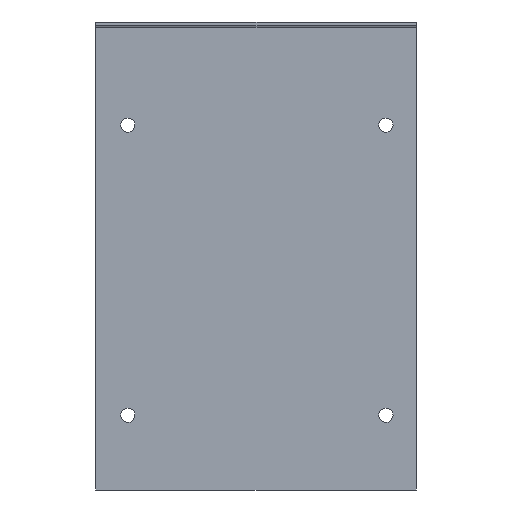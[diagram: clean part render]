
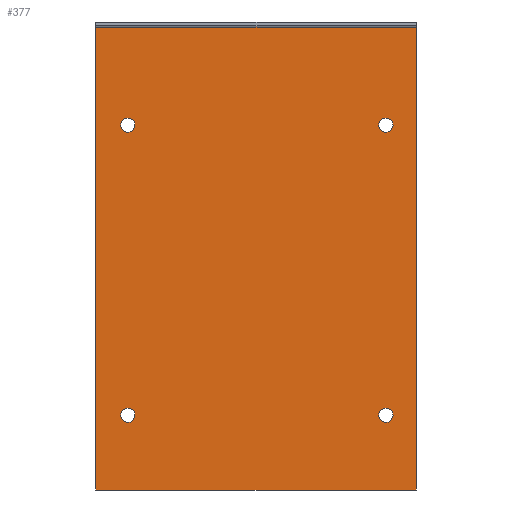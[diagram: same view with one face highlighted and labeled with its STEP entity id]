
A CAD part, left-side view. The second image highlights one B-rep face of the part: STEP entity #377.
In plain terms, the highlighted planar face has unit normal (-1, 0, 0).
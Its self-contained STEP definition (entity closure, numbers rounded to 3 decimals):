
#217=CARTESIAN_POINT('Vertex',(0.,180.,260.)) ;
#220=CARTESIAN_POINT('Line Origine',(0.,90.,260.)) ;
#224=CARTESIAN_POINT('Vertex',(0.,0.,260.)) ;
#275=CARTESIAN_POINT('Axis2P3D Location',(0.,0.,0.)) ;
#280=CARTESIAN_POINT('Line Origine',(0.,180.,130.)) ;
#284=CARTESIAN_POINT('Vertex',(0.,180.,0.)) ;
#287=CARTESIAN_POINT('Line Origine',(0.,90.,0.)) ;
#291=CARTESIAN_POINT('Vertex',(0.,0.,0.)) ;
#294=CARTESIAN_POINT('Line Origine',(0.,0.,130.)) ;
#305=CARTESIAN_POINT('Axis2P3D Location',(0.,17.,205.)) ;
#309=CARTESIAN_POINT('Vertex',(0.,20.51,203.082)) ;
#311=CARTESIAN_POINT('Vertex',(0.,13.49,206.918)) ;
#314=CARTESIAN_POINT('Axis2P3D Location',(0.,17.,205.)) ;
#323=CARTESIAN_POINT('Axis2P3D Location',(0.,162.,205.)) ;
#327=CARTESIAN_POINT('Vertex',(0.,158.49,206.918)) ;
#329=CARTESIAN_POINT('Vertex',(0.,165.51,203.082)) ;
#332=CARTESIAN_POINT('Axis2P3D Location',(0.,162.,205.)) ;
#341=CARTESIAN_POINT('Axis2P3D Location',(0.,17.,42.)) ;
#345=CARTESIAN_POINT('Vertex',(0.,13.49,43.918)) ;
#347=CARTESIAN_POINT('Vertex',(0.,20.51,40.082)) ;
#350=CARTESIAN_POINT('Axis2P3D Location',(0.,17.,42.)) ;
#359=CARTESIAN_POINT('Axis2P3D Location',(0.,162.,42.)) ;
#363=CARTESIAN_POINT('Vertex',(0.,158.49,43.918)) ;
#365=CARTESIAN_POINT('Vertex',(0.,165.51,40.082)) ;
#368=CARTESIAN_POINT('Axis2P3D Location',(0.,162.,42.)) ;
#221=DIRECTION('Vector Direction',(0.,-1.,0.)) ;
#276=DIRECTION('Axis2P3D Direction',(1.,0.,0.)) ;
#277=DIRECTION('Axis2P3D XDirection',(0.,1.,0.)) ;
#281=DIRECTION('Vector Direction',(0.,0.,1.)) ;
#288=DIRECTION('Vector Direction',(0.,1.,0.)) ;
#295=DIRECTION('Vector Direction',(0.,0.,-1.)) ;
#306=DIRECTION('Axis2P3D Direction',(1.,0.,0.)) ;
#315=DIRECTION('Axis2P3D Direction',(1.,0.,0.)) ;
#324=DIRECTION('Axis2P3D Direction',(1.,0.,0.)) ;
#333=DIRECTION('Axis2P3D Direction',(1.,0.,0.)) ;
#342=DIRECTION('Axis2P3D Direction',(1.,0.,0.)) ;
#351=DIRECTION('Axis2P3D Direction',(1.,0.,0.)) ;
#360=DIRECTION('Axis2P3D Direction',(1.,0.,0.)) ;
#369=DIRECTION('Axis2P3D Direction',(1.,0.,0.)) ;
#278=AXIS2_PLACEMENT_3D('Plane Axis2P3D',#275,#276,#277) ;
#307=AXIS2_PLACEMENT_3D('Circle Axis2P3D',#305,#306,$) ;
#316=AXIS2_PLACEMENT_3D('Circle Axis2P3D',#314,#315,$) ;
#325=AXIS2_PLACEMENT_3D('Circle Axis2P3D',#323,#324,$) ;
#334=AXIS2_PLACEMENT_3D('Circle Axis2P3D',#332,#333,$) ;
#343=AXIS2_PLACEMENT_3D('Circle Axis2P3D',#341,#342,$) ;
#352=AXIS2_PLACEMENT_3D('Circle Axis2P3D',#350,#351,$) ;
#361=AXIS2_PLACEMENT_3D('Circle Axis2P3D',#359,#360,$) ;
#370=AXIS2_PLACEMENT_3D('Circle Axis2P3D',#368,#369,$) ;
#300=ORIENTED_EDGE('',*,*,#226,.F.) ;
#301=ORIENTED_EDGE('',*,*,#286,.F.) ;
#302=ORIENTED_EDGE('',*,*,#293,.F.) ;
#303=ORIENTED_EDGE('',*,*,#298,.F.) ;
#320=ORIENTED_EDGE('',*,*,#313,.T.) ;
#321=ORIENTED_EDGE('',*,*,#318,.T.) ;
#338=ORIENTED_EDGE('',*,*,#331,.T.) ;
#339=ORIENTED_EDGE('',*,*,#336,.T.) ;
#356=ORIENTED_EDGE('',*,*,#349,.T.) ;
#357=ORIENTED_EDGE('',*,*,#354,.T.) ;
#374=ORIENTED_EDGE('',*,*,#367,.T.) ;
#375=ORIENTED_EDGE('',*,*,#372,.T.) ;
#322=FACE_BOUND('',#319,.T.) ;
#340=FACE_BOUND('',#337,.T.) ;
#358=FACE_BOUND('',#355,.T.) ;
#376=FACE_BOUND('',#373,.T.) ;
#222=VECTOR('Line Direction',#221,1.) ;
#282=VECTOR('Line Direction',#281,1.) ;
#289=VECTOR('Line Direction',#288,1.) ;
#296=VECTOR('Line Direction',#295,1.) ;
#377=ADVANCED_FACE('Corps principal',(#304,#322,#340,#358,#376),#279,.F.) ;
#308=CIRCLE('generated circle',#307,4.) ;
#317=CIRCLE('generated circle',#316,4.) ;
#326=CIRCLE('generated circle',#325,4.) ;
#335=CIRCLE('generated circle',#334,4.) ;
#344=CIRCLE('generated circle',#343,4.) ;
#353=CIRCLE('generated circle',#352,4.) ;
#362=CIRCLE('generated circle',#361,4.) ;
#371=CIRCLE('generated circle',#370,4.) ;
#226=EDGE_CURVE('',#218,#225,#223,.T.) ;
#286=EDGE_CURVE('',#285,#218,#283,.T.) ;
#293=EDGE_CURVE('',#292,#285,#290,.T.) ;
#298=EDGE_CURVE('',#225,#292,#297,.T.) ;
#313=EDGE_CURVE('',#310,#312,#308,.T.) ;
#318=EDGE_CURVE('',#312,#310,#317,.T.) ;
#331=EDGE_CURVE('',#328,#330,#326,.T.) ;
#336=EDGE_CURVE('',#330,#328,#335,.T.) ;
#349=EDGE_CURVE('',#346,#348,#344,.T.) ;
#354=EDGE_CURVE('',#348,#346,#353,.T.) ;
#367=EDGE_CURVE('',#364,#366,#362,.T.) ;
#372=EDGE_CURVE('',#366,#364,#371,.T.) ;
#299=EDGE_LOOP('',(#300,#301,#302,#303)) ;
#319=EDGE_LOOP('',(#320,#321)) ;
#337=EDGE_LOOP('',(#338,#339)) ;
#355=EDGE_LOOP('',(#356,#357)) ;
#373=EDGE_LOOP('',(#374,#375)) ;
#304=FACE_OUTER_BOUND('',#299,.T.) ;
#223=LINE('Line',#220,#222) ;
#283=LINE('Line',#280,#282) ;
#290=LINE('Line',#287,#289) ;
#297=LINE('Line',#294,#296) ;
#279=PLANE('Plane',#278) ;
#218=VERTEX_POINT('',#217) ;
#225=VERTEX_POINT('',#224) ;
#285=VERTEX_POINT('',#284) ;
#292=VERTEX_POINT('',#291) ;
#310=VERTEX_POINT('',#309) ;
#312=VERTEX_POINT('',#311) ;
#328=VERTEX_POINT('',#327) ;
#330=VERTEX_POINT('',#329) ;
#346=VERTEX_POINT('',#345) ;
#348=VERTEX_POINT('',#347) ;
#364=VERTEX_POINT('',#363) ;
#366=VERTEX_POINT('',#365) ;
